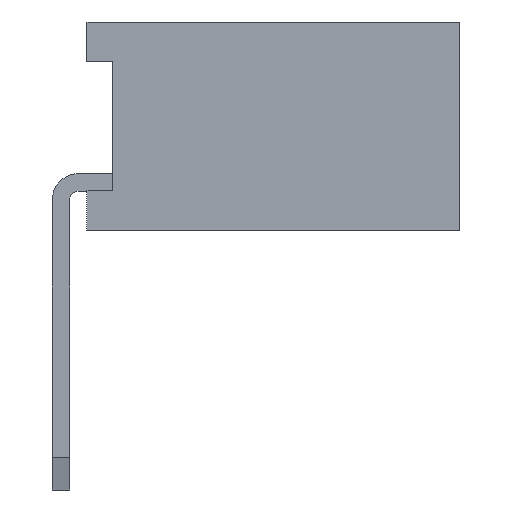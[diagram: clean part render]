
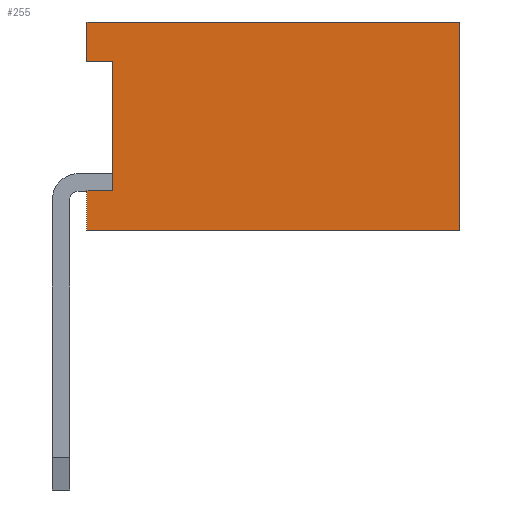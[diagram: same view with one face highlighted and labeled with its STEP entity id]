
A CAD part, left-side view. The second image highlights one B-rep face of the part: STEP entity #255.
In plain terms, the highlighted planar face has unit normal (-1, 0, 0).
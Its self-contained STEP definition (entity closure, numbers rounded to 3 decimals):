
#255=ADVANCED_FACE('',(#7934),#7936,.T.);
#7934=FACE_BOUND('',#7935,.T.);
#7935=EDGE_LOOP('',(#14051,#14052,#14053,#14054,#14055,#14056,#14057,#14058));
#7936=PLANE('',#7937);
#7937=AXIS2_PLACEMENT_3D('',#7938,#7939,#7940);
#7938=CARTESIAN_POINT('',(-1.,-4.6,0.));
#7939=DIRECTION('',(-1.,0.,0.));
#7940=DIRECTION('',(0.,0.,1.));
#14051=ORIENTED_EDGE('',*,*,#18625,.T.);
#14052=ORIENTED_EDGE('',*,*,#18689,.T.);
#14053=ORIENTED_EDGE('',*,*,#18566,.T.);
#14054=ORIENTED_EDGE('',*,*,#18688,.F.);
#14055=ORIENTED_EDGE('',*,*,#18690,.F.);
#14056=ORIENTED_EDGE('',*,*,#18691,.T.);
#14057=ORIENTED_EDGE('',*,*,#18692,.T.);
#14058=ORIENTED_EDGE('',*,*,#18683,.F.);
#18566=EDGE_CURVE('',#20893,#20890,#20894,.F.);
#18625=EDGE_CURVE('',#21011,#21009,#21012,.F.);
#18683=EDGE_CURVE('',#21011,#21120,#21121,.T.);
#18688=EDGE_CURVE('',#21127,#20890,#21129,.T.);
#18689=EDGE_CURVE('',#21009,#20893,#21130,.T.);
#18690=EDGE_CURVE('',#21131,#21127,#21132,.T.);
#18691=EDGE_CURVE('',#21131,#21133,#21134,.T.);
#18692=EDGE_CURVE('',#21133,#21120,#21135,.T.);
#20890=VERTEX_POINT('',#24713);
#20893=VERTEX_POINT('',#24718);
#20894=LINE('',#24719,#24720);
#21009=VERTEX_POINT('',#24950);
#21011=VERTEX_POINT('',#24954);
#21012=LINE('',#24955,#24956);
#21120=VERTEX_POINT('',#25179);
#21121=LINE('',#25180,#25181);
#21127=VERTEX_POINT('',#25194);
#21129=LINE('',#25198,#25199);
#21130=LINE('',#25201,#25202);
#21131=VERTEX_POINT('',#25204);
#21132=LINE('',#25205,#25206);
#21133=VERTEX_POINT('',#25208);
#21134=LINE('',#25209,#25210);
#21135=LINE('',#25212,#25213);
#24713=CARTESIAN_POINT('',(-1.,-0.3,0.45));
#24718=CARTESIAN_POINT('',(-1.,-0.6,0.45));
#24719=CARTESIAN_POINT('',(-1.,-0.3,0.45));
#24720=VECTOR('',#24721,1.);
#24721=DIRECTION('',(0.,-1.,0.));
#24950=CARTESIAN_POINT('',(-1.,-0.6,1.95));
#24954=CARTESIAN_POINT('',(-1.,-0.3,1.95));
#24955=CARTESIAN_POINT('',(-1.,-0.6,1.95));
#24956=VECTOR('',#24957,1.);
#24957=DIRECTION('',(0.,1.,0.));
#25179=CARTESIAN_POINT('',(-1.,-0.3,2.4));
#25180=CARTESIAN_POINT('',(-1.,-0.3,1.95));
#25181=VECTOR('',#25182,1.);
#25182=DIRECTION('',(0.,0.,1.));
#25194=CARTESIAN_POINT('',(-1.,-0.3,0.));
#25198=CARTESIAN_POINT('',(-1.,-0.3,0.));
#25199=VECTOR('',#25200,1.);
#25200=DIRECTION('',(0.,0.,1.));
#25201=CARTESIAN_POINT('',(-1.,-0.6,1.95));
#25202=VECTOR('',#25203,1.);
#25203=DIRECTION('',(0.,0.,-1.));
#25204=CARTESIAN_POINT('',(-1.,-4.6,0.));
#25205=CARTESIAN_POINT('',(-1.,-4.6,0.));
#25206=VECTOR('',#25207,1.);
#25207=DIRECTION('',(0.,1.,0.));
#25208=CARTESIAN_POINT('',(-1.,-4.6,2.4));
#25209=CARTESIAN_POINT('',(-1.,-4.6,0.));
#25210=VECTOR('',#25211,1.);
#25211=DIRECTION('',(0.,0.,1.));
#25212=CARTESIAN_POINT('',(-1.,-4.6,2.4));
#25213=VECTOR('',#25214,1.);
#25214=DIRECTION('',(0.,1.,0.));
